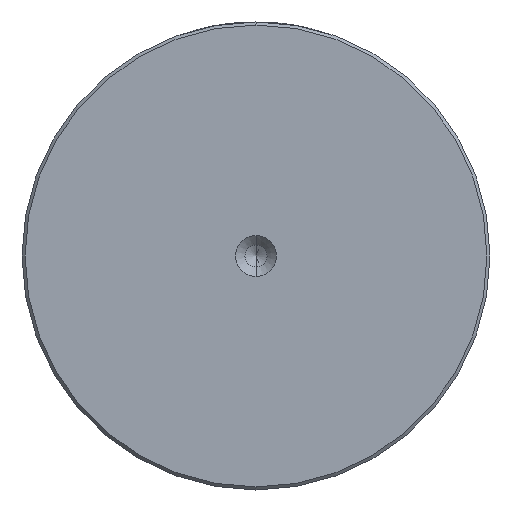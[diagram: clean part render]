
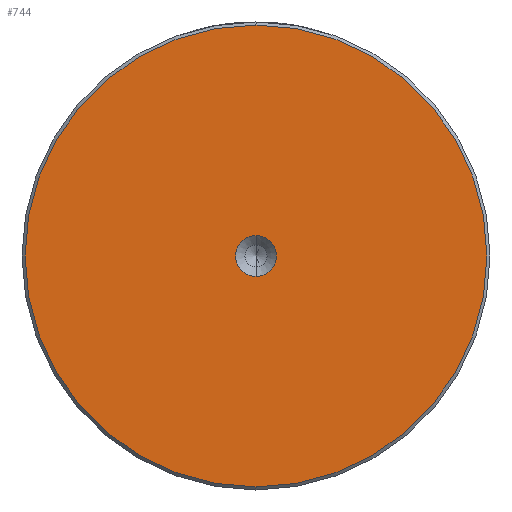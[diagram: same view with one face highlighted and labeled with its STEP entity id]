
A CAD part, left-side view. The second image highlights one B-rep face of the part: STEP entity #744.
In plain terms, the highlighted planar face has unit normal (-1, 0, 0).
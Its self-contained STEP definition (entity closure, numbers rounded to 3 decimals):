
#6 = VERTEX_POINT ( 'NONE', #2292 ) ;
#79 = DIRECTION ( 'NONE',  ( -1., 0., 0. ) ) ;
#157 = AXIS2_PLACEMENT_3D ( 'NONE', #2885, #1519, #168 ) ;
#168 = DIRECTION ( 'NONE',  ( 0., 0., 1. ) ) ;
#212 = CIRCLE ( 'NONE', #664, 3.3 ) ;
#356 = CARTESIAN_POINT ( 'NONE',  ( 0., 0., 0. ) ) ;
#375 = ORIENTED_EDGE ( 'NONE', *, *, #2603, .F. ) ;
#441 = DIRECTION ( 'NONE',  ( -1., 0., 0. ) ) ;
#540 = CIRCLE ( 'NONE', #157, 37.5 ) ;
#589 = DIRECTION ( 'NONE',  ( 0., 0., 1. ) ) ;
#664 = AXIS2_PLACEMENT_3D ( 'NONE', #356, #1927, #589 ) ;
#669 = AXIS2_PLACEMENT_3D ( 'NONE', #2590, #2598, #1252 ) ;
#744 = ADVANCED_FACE ( 'NONE', ( #2507, #1911 ), #2131, .T. ) ;
#796 = ORIENTED_EDGE ( 'NONE', *, *, #2834, .T. ) ;
#901 = CARTESIAN_POINT ( 'NONE',  ( 0., 0., 3.3 ) ) ;
#1016 = CIRCLE ( 'NONE', #1626, 3.3 ) ;
#1121 = ORIENTED_EDGE ( 'NONE', *, *, #2515, .F. ) ;
#1201 = EDGE_LOOP ( 'NONE', ( #1971, #796 ) ) ;
#1235 = CARTESIAN_POINT ( 'NONE',  ( 0., 0., -37.5 ) ) ;
#1244 = EDGE_CURVE ( 'NONE', #2239, #2181, #540, .T. ) ;
#1252 = DIRECTION ( 'NONE',  ( 0., 0., 1. ) ) ;
#1426 = CARTESIAN_POINT ( 'NONE',  ( 0., 0., 0. ) ) ;
#1449 = VERTEX_POINT ( 'NONE', #901 ) ;
#1519 = DIRECTION ( 'NONE',  ( -1., 0., 0. ) ) ;
#1626 = AXIS2_PLACEMENT_3D ( 'NONE', #1426, #79, #1649 ) ;
#1649 = DIRECTION ( 'NONE',  ( 0., 0., 1. ) ) ;
#1719 = EDGE_LOOP ( 'NONE', ( #375, #1121 ) ) ;
#1792 = CARTESIAN_POINT ( 'NONE',  ( 0., 0., 0. ) ) ;
#1818 = CIRCLE ( 'NONE', #2527, 37.5 ) ;
#1911 = FACE_BOUND ( 'NONE', #1719, .T. ) ;
#1927 = DIRECTION ( 'NONE',  ( -1., 0., 0. ) ) ;
#1971 = ORIENTED_EDGE ( 'NONE', *, *, #1244, .T. ) ;
#2015 = DIRECTION ( 'NONE',  ( 0., 0., 1. ) ) ;
#2131 = PLANE ( 'NONE',  #669 ) ;
#2181 = VERTEX_POINT ( 'NONE', #2750 ) ;
#2239 = VERTEX_POINT ( 'NONE', #1235 ) ;
#2292 = CARTESIAN_POINT ( 'NONE',  ( 0., 0., -3.3 ) ) ;
#2507 = FACE_OUTER_BOUND ( 'NONE', #1201, .T. ) ;
#2515 = EDGE_CURVE ( 'NONE', #6, #1449, #1016, .T. ) ;
#2527 = AXIS2_PLACEMENT_3D ( 'NONE', #1792, #441, #2015 ) ;
#2590 = CARTESIAN_POINT ( 'NONE',  ( 0., 0., 0. ) ) ;
#2598 = DIRECTION ( 'NONE',  ( -1., 0., 0. ) ) ;
#2603 = EDGE_CURVE ( 'NONE', #1449, #6, #212, .T. ) ;
#2750 = CARTESIAN_POINT ( 'NONE',  ( 0., 0., 37.5 ) ) ;
#2834 = EDGE_CURVE ( 'NONE', #2181, #2239, #1818, .T. ) ;
#2885 = CARTESIAN_POINT ( 'NONE',  ( 0., 0., 0. ) ) ;
